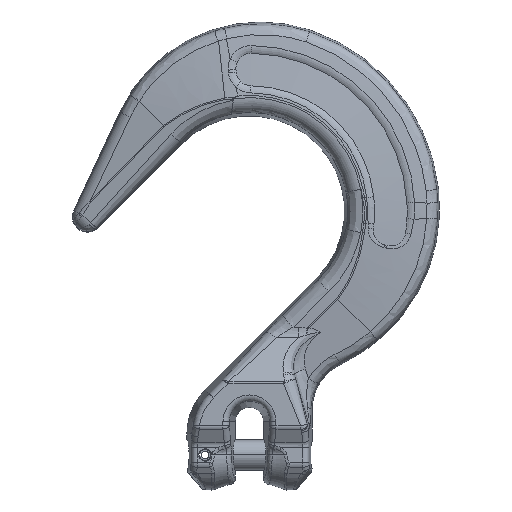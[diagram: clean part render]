
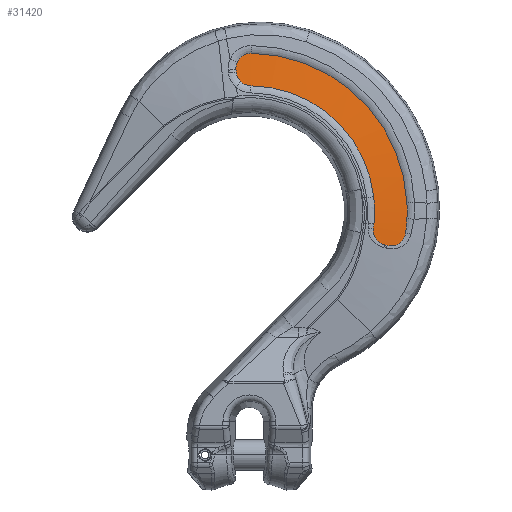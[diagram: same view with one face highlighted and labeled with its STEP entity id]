
A CAD part, front view. The second image highlights one B-rep face of the part: STEP entity #31420.
In plain terms, the highlighted conical face has half-angle 82 degrees and reference radius 56.5 mm.
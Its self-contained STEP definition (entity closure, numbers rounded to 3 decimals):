
#7215=CARTESIAN_POINT('',(0.,-11.575,97.5));
#7216=DIRECTION('',(0.,1.,0.));
#7217=DIRECTION('',(0.999,0.,-0.046));
#7218=AXIS2_PLACEMENT_3D('',#7215,#7216,#7217);
#7232=DIRECTION('',(-0.094,0.139,0.986));
#7233=VECTOR('',#7232,1.016);
#7234=CARTESIAN_POINT('',(-5.296,-12.604,
152.925));
#7235=LINE('',#7234,#7233);
#7248=CARTESIAN_POINT('',(-3.405,-13.161,
149.098));
#7249=CARTESIAN_POINT('',(-3.609,-13.133,
149.288));
#7250=CARTESIAN_POINT('',(-3.99,-13.072,
149.694));
#7251=CARTESIAN_POINT('',(-4.48,-12.969,
150.389));
#7252=CARTESIAN_POINT('',(-4.874,-12.856,
151.161));
#7253=CARTESIAN_POINT('',(-5.161,-12.733,
152.016));
#7254=CARTESIAN_POINT('',(-5.266,-12.648,
152.616));
#7255=CARTESIAN_POINT('',(-5.296,-12.604,
152.925));
#7274=CARTESIAN_POINT('',(0.604,-13.402,
147.496));
#7275=CARTESIAN_POINT('',(0.306,-13.402,
147.5));
#7276=CARTESIAN_POINT('',(-0.279,-13.395,
147.551));
#7277=CARTESIAN_POINT('',(-1.143,-13.364,
147.756));
#7278=CARTESIAN_POINT('',(-1.962,-13.315,
148.084));
#7279=CARTESIAN_POINT('',(-2.725,-13.247,
148.528));
#7280=CARTESIAN_POINT('',(-3.186,-13.192,
148.895));
#7281=CARTESIAN_POINT('',(-3.405,-13.161,
149.098));
#7300=CARTESIAN_POINT('',(0.,-13.402,97.5));
#7301=DIRECTION('',(0.,-1.,0.));
#7302=DIRECTION('',(0.994,0.,0.113));
#7303=AXIS2_PLACEMENT_3D('',#7300,#7301,#7302);
#7315=CARTESIAN_POINT('',(49.755,-13.402,92.553));
#7316=CARTESIAN_POINT('',(49.866,-13.402,93.642));
#7317=CARTESIAN_POINT('',(50.016,-13.402,95.889));
#7318=CARTESIAN_POINT('',(49.999,-13.402,99.661));
#7319=CARTESIAN_POINT('',(49.814,-13.401,102.004));
#7320=CARTESIAN_POINT('',(49.678,-13.402,103.164));
#7334=CARTESIAN_POINT('',(0.,-13.402,97.5));
#7335=DIRECTION('',(0.,-1.,0.));
#7336=DIRECTION('',(0.99,0.,-0.138));
#7337=AXIS2_PLACEMENT_3D('',#7334,#7335,#7336);
#7350=CARTESIAN_POINT('',(54.007,-12.604,83.964));
#7351=CARTESIAN_POINT('',(53.704,-12.648,84.04));
#7352=CARTESIAN_POINT('',(53.119,-12.734,84.236));
#7353=CARTESIAN_POINT('',(52.282,-12.863,84.671));
#7354=CARTESIAN_POINT('',(51.551,-12.981,85.209));
#7355=CARTESIAN_POINT('',(50.927,-13.086,85.829));
#7356=CARTESIAN_POINT('',(50.409,-13.178,86.518));
#7357=CARTESIAN_POINT('',(49.998,-13.257,87.266));
#7358=CARTESIAN_POINT('',(49.697,-13.32,88.063));
#7359=CARTESIAN_POINT('',(49.511,-13.366,88.897));
#7360=CARTESIAN_POINT('',(49.446,-13.395,89.755));
#7361=CARTESIAN_POINT('',(49.483,-13.402,90.324));
#7362=CARTESIAN_POINT('',(49.523,-13.402,90.611));
#7386=DIRECTION('',(-0.961,-0.139,0.241));
#7387=VECTOR('',#7386,1.016);
#7388=CARTESIAN_POINT('',(54.983,-12.462,83.72));
#7389=LINE('',#7388,#7387);
#7402=CARTESIAN_POINT('',(62.383,-11.575,88.702));
#7403=CARTESIAN_POINT('',(62.336,-11.575,88.368));
#7404=CARTESIAN_POINT('',(62.187,-11.582,87.716));
#7405=CARTESIAN_POINT('',(61.801,-11.614,86.78));
#7406=CARTESIAN_POINT('',(61.264,-11.667,85.923));
#7407=CARTESIAN_POINT('',(60.591,-11.739,85.167));
#7408=CARTESIAN_POINT('',(59.8,-11.829,84.533));
#7409=CARTESIAN_POINT('',(58.912,-11.936,84.041));
#7410=CARTESIAN_POINT('',(57.952,-12.057,83.704));
#7411=CARTESIAN_POINT('',(56.948,-12.188,83.532));
#7412=CARTESIAN_POINT('',(55.926,-12.328,83.535));
#7413=CARTESIAN_POINT('',(55.293,-12.418,83.642));
#7414=CARTESIAN_POINT('',(54.983,-12.462,83.72));
#7463=CARTESIAN_POINT('',(0.,-11.575,97.5));
#7464=DIRECTION('',(0.,1.,0.));
#7465=DIRECTION('',(0.999,0.,0.052));
#7466=AXIS2_PLACEMENT_3D('',#7463,#7464,#7465);
#7480=CARTESIAN_POINT('',(0.,-11.575,97.5));
#7481=DIRECTION('',(0.,1.,0.));
#7482=DIRECTION('',(0.01,0.,1.));
#7483=AXIS2_PLACEMENT_3D('',#7480,#7481,#7482);
#7495=CARTESIAN_POINT('',(-4.935,-12.058,
156.857));
#7496=CARTESIAN_POINT('',(-4.801,-12.016,
157.171));
#7497=CARTESIAN_POINT('',(-4.484,-11.936,
157.766));
#7498=CARTESIAN_POINT('',(-3.863,-11.829,
158.571));
#7499=CARTESIAN_POINT('',(-3.118,-11.739,
159.257));
#7500=CARTESIAN_POINT('',(-2.269,-11.666,
159.809));
#7501=CARTESIAN_POINT('',(-1.343,-11.614,
160.21));
#7502=CARTESIAN_POINT('',(-0.361,-11.582,
160.451));
#7503=CARTESIAN_POINT('',(0.306,-11.575,
160.5));
#7504=CARTESIAN_POINT('',(0.642,-11.575,
160.497));
#7527=CARTESIAN_POINT('',(-5.392,-12.462,
153.926));
#7528=CARTESIAN_POINT('',(-5.423,-12.416,
154.259));
#7529=CARTESIAN_POINT('',(-5.432,-12.323,
154.919));
#7530=CARTESIAN_POINT('',(-5.277,-12.185,
155.918));
#7531=CARTESIAN_POINT('',(-5.067,-12.1,
156.548));
#7532=CARTESIAN_POINT('',(-4.935,-12.058,
156.857));
#17281=CARTESIAN_POINT('',(-5.296,-12.604,
152.925));
#17282=CARTESIAN_POINT('',(-5.392,-12.462,
153.926));
#17283=VERTEX_POINT('',#17281);
#17284=VERTEX_POINT('',#17282);
#17287=VERTEX_POINT('',#7532);
#17289=VERTEX_POINT('',#7504);
#17291=CARTESIAN_POINT('',(62.915,-11.575,
100.764));
#17292=VERTEX_POINT('',#17291);
#17295=CARTESIAN_POINT('',(62.932,-11.575,
94.574));
#17296=VERTEX_POINT('',#17295);
#17298=CARTESIAN_POINT('',(62.383,-11.575,
88.702));
#17299=VERTEX_POINT('',#17298);
#17301=VERTEX_POINT('',#7414);
#17303=CARTESIAN_POINT('',(54.007,-12.604,
83.964));
#17304=VERTEX_POINT('',#17303);
#17306=VERTEX_POINT('',#7362);
#17308=CARTESIAN_POINT('',(49.755,-13.402,
92.553));
#17309=VERTEX_POINT('',#17308);
#17311=VERTEX_POINT('',#7320);
#17313=CARTESIAN_POINT('',(0.604,-13.402,
147.496));
#17314=VERTEX_POINT('',#17313);
#17317=VERTEX_POINT('',#7281);
#31386=CARTESIAN_POINT('',(0.,-12.488,97.5));
#31387=DIRECTION('',(0.,1.,0.));
#31388=DIRECTION('',(0.095,0.,-0.995));
#31389=AXIS2_PLACEMENT_3D('',#31386,#31387,#31388);
#31390=CONICAL_SURFACE('',#31389,56.5,82.);
#31392=ORIENTED_EDGE('',*,*,#31391,.T.);
#31394=ORIENTED_EDGE('',*,*,#31393,.T.);
#31396=ORIENTED_EDGE('',*,*,#31395,.T.);
#31398=ORIENTED_EDGE('',*,*,#31397,.T.);
#31400=ORIENTED_EDGE('',*,*,#31399,.T.);
#31401=ORIENTED_EDGE('',*,*,#31376,.T.);
#31403=ORIENTED_EDGE('',*,*,#31402,.T.);
#31405=ORIENTED_EDGE('',*,*,#31404,.T.);
#31407=ORIENTED_EDGE('',*,*,#31406,.T.);
#31409=ORIENTED_EDGE('',*,*,#31408,.T.);
#31411=ORIENTED_EDGE('',*,*,#31410,.T.);
#31413=ORIENTED_EDGE('',*,*,#31412,.T.);
#31415=ORIENTED_EDGE('',*,*,#31414,.T.);
#31417=ORIENTED_EDGE('',*,*,#31416,.T.);
#31418=EDGE_LOOP('',(#31392,#31394,#31396,#31398,#31400,#31401,#31403,#31405,
#31407,#31409,#31411,#31413,#31415,#31417));
#31419=FACE_OUTER_BOUND('',#31418,.F.);
#31420=ADVANCED_FACE('',(#31419),#31390,.T.);
#7219=CIRCLE('',#7218,63.);
#7256=B_SPLINE_CURVE_WITH_KNOTS('',3,(#7248,#7249,#7250,#7251,#7252,#7253,#7254,
#7255),.UNSPECIFIED.,.F.,.F.,(4,1,1,1,1,4),(0.,0.2,0.4,0.6,0.8,1.),
.UNSPECIFIED.);
#7282=B_SPLINE_CURVE_WITH_KNOTS('',3,(#7274,#7275,#7276,#7277,#7278,#7279,#7280,
#7281),.UNSPECIFIED.,.F.,.F.,(4,1,1,1,1,4),(0.,0.2,0.4,0.6,0.8,1.),
.UNSPECIFIED.);
#7304=CIRCLE('',#7303,50.);
#7321=B_SPLINE_CURVE_WITH_KNOTS('',3,(#7315,#7316,#7317,#7318,#7319,#7320),
.UNSPECIFIED.,.F.,.F.,(4,1,1,4),(0.,0.333,0.667,1.),
.UNSPECIFIED.);
#7338=CIRCLE('',#7337,50.);
#7363=B_SPLINE_CURVE_WITH_KNOTS('',3,(#7350,#7351,#7352,#7353,#7354,#7355,#7356,
#7357,#7358,#7359,#7360,#7361,#7362),.UNSPECIFIED.,.F.,.F.,(4,1,1,1,1,1,1,1,1,1,
4),(0.,0.1,0.2,0.3,0.4,0.5,0.6,0.7,0.8,0.9,1.),
.UNSPECIFIED.);
#7415=B_SPLINE_CURVE_WITH_KNOTS('',3,(#7402,#7403,#7404,#7405,#7406,#7407,#7408,
#7409,#7410,#7411,#7412,#7413,#7414),.UNSPECIFIED.,.F.,.F.,(4,1,1,1,1,1,1,1,1,1,
4),(0.,0.1,0.2,0.3,0.4,0.5,0.6,0.7,0.8,0.9,1.),
.UNSPECIFIED.);
#7467=CIRCLE('',#7466,63.);
#7484=CIRCLE('',#7483,63.);
#7505=B_SPLINE_CURVE_WITH_KNOTS('',3,(#7495,#7496,#7497,#7498,#7499,#7500,#7501,
#7502,#7503,#7504),.UNSPECIFIED.,.F.,.F.,(4,1,1,1,1,1,1,4),(0.,
0.143,0.286,0.429,0.571,
0.714,0.857,1.),.UNSPECIFIED.);
#7533=B_SPLINE_CURVE_WITH_KNOTS('',3,(#7527,#7528,#7529,#7530,#7531,#7532),
.UNSPECIFIED.,.F.,.F.,(4,1,1,4),(0.,0.333,0.667,1.),
.UNSPECIFIED.);
#31376=EDGE_CURVE('',#17296,#17299,#7219,.T.);
#31391=EDGE_CURVE('',#17283,#17284,#7235,.T.);
#31393=EDGE_CURVE('',#17284,#17287,#7533,.T.);
#31395=EDGE_CURVE('',#17287,#17289,#7505,.T.);
#31397=EDGE_CURVE('',#17289,#17292,#7484,.T.);
#31399=EDGE_CURVE('',#17292,#17296,#7467,.T.);
#31402=EDGE_CURVE('',#17299,#17301,#7415,.T.);
#31404=EDGE_CURVE('',#17301,#17304,#7389,.T.);
#31406=EDGE_CURVE('',#17304,#17306,#7363,.T.);
#31408=EDGE_CURVE('',#17306,#17309,#7338,.T.);
#31410=EDGE_CURVE('',#17309,#17311,#7321,.T.);
#31412=EDGE_CURVE('',#17311,#17314,#7304,.T.);
#31414=EDGE_CURVE('',#17314,#17317,#7282,.T.);
#31416=EDGE_CURVE('',#17317,#17283,#7256,.T.);
